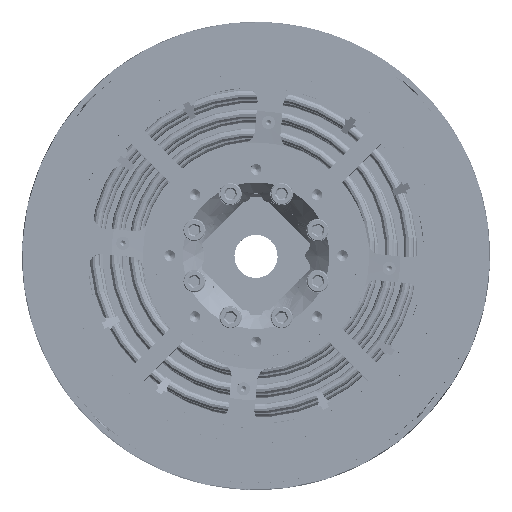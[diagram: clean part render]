
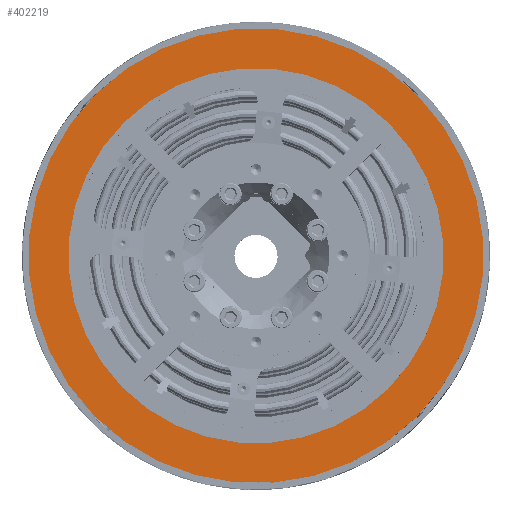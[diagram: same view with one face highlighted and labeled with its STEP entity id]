
A CAD part, top view. The second image highlights one B-rep face of the part: STEP entity #402219.
In plain terms, the highlighted planar face has unit normal (0, 0, 1).
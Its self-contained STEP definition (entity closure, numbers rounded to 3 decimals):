
#402067 = CYLINDRICAL_SURFACE('',#402068,87.);
#402068 = AXIS2_PLACEMENT_3D('',#402069,#402070,#402071);
#402069 = CARTESIAN_POINT('',(0.,0.,
    4.));
#402070 = DIRECTION('',(0.,0.,1.));
#402071 = DIRECTION('',(-0.094,-0.996,
    0.));
#402113 = EDGE_CURVE('',#402114,#402114,#402116,.T.);
#402114 = VERTEX_POINT('',#402115);
#402115 = CARTESIAN_POINT('',(-8.182,-86.614,
    4.));
#402116 = SURFACE_CURVE('',#402117,(#402122,#402129),.PCURVE_S1.);
#402117 = CIRCLE('',#402118,87.);
#402118 = AXIS2_PLACEMENT_3D('',#402119,#402120,#402121);
#402119 = CARTESIAN_POINT('',(0.,0.,
    4.));
#402120 = DIRECTION('',(0.,0.,-1.));
#402121 = DIRECTION('',(-0.094,-0.996,
    0.));
#402122 = PCURVE('',#402067,#402123);
#402123 = DEFINITIONAL_REPRESENTATION('',(#402124),#402128);
#402124 = LINE('',#402125,#402126);
#402125 = CARTESIAN_POINT('',(-0.,0.));
#402126 = VECTOR('',#402127,1.);
#402127 = DIRECTION('',(-1.,0.));
#402128 = ( GEOMETRIC_REPRESENTATION_CONTEXT(2) 
PARAMETRIC_REPRESENTATION_CONTEXT() REPRESENTATION_CONTEXT('2D SPACE',''
  ) );
#402129 = PCURVE('',#402130,#402135);
#402130 = PLANE('',#402131);
#402131 = AXIS2_PLACEMENT_3D('',#402132,#402133,#402134);
#402132 = CARTESIAN_POINT('',(0.,0.,
    4.));
#402133 = DIRECTION('',(0.,0.,-1.));
#402134 = DIRECTION('',(-0.094,-0.996,
    0.));
#402135 = DEFINITIONAL_REPRESENTATION('',(#402136),#402140);
#402136 = CIRCLE('',#402137,87.);
#402137 = AXIS2_PLACEMENT_2D('',#402138,#402139);
#402138 = CARTESIAN_POINT('',(0.,0.));
#402139 = DIRECTION('',(1.,0.));
#402140 = ( GEOMETRIC_REPRESENTATION_CONTEXT(2) 
PARAMETRIC_REPRESENTATION_CONTEXT() REPRESENTATION_CONTEXT('2D SPACE',''
  ) );
#402219 = ADVANCED_FACE('',(#402220,#402251),#402130,.F.);
#402220 = FACE_BOUND('',#402221,.F.);
#402221 = EDGE_LOOP('',(#402222));
#402222 = ORIENTED_EDGE('',*,*,#402223,.T.);
#402223 = EDGE_CURVE('',#402224,#402224,#402226,.T.);
#402224 = VERTEX_POINT('',#402225);
#402225 = CARTESIAN_POINT('',(-9.922,-105.032,
    4.));
#402226 = SURFACE_CURVE('',#402227,(#402232,#402239),.PCURVE_S1.);
#402227 = CIRCLE('',#402228,105.5);
#402228 = AXIS2_PLACEMENT_3D('',#402229,#402230,#402231);
#402229 = CARTESIAN_POINT('',(0.,0.,
    4.));
#402230 = DIRECTION('',(0.,0.,-1.));
#402231 = DIRECTION('',(-0.094,-0.996,
    0.));
#402232 = PCURVE('',#402130,#402233);
#402233 = DEFINITIONAL_REPRESENTATION('',(#402234),#402238);
#402234 = CIRCLE('',#402235,105.5);
#402235 = AXIS2_PLACEMENT_2D('',#402236,#402237);
#402236 = CARTESIAN_POINT('',(0.,0.));
#402237 = DIRECTION('',(1.,0.));
#402238 = ( GEOMETRIC_REPRESENTATION_CONTEXT(2) 
PARAMETRIC_REPRESENTATION_CONTEXT() REPRESENTATION_CONTEXT('2D SPACE',''
  ) );
#402239 = PCURVE('',#402240,#402245);
#402240 = CYLINDRICAL_SURFACE('',#402241,105.5);
#402241 = AXIS2_PLACEMENT_3D('',#402242,#402243,#402244);
#402242 = CARTESIAN_POINT('',(0.,0.,
    1.));
#402243 = DIRECTION('',(0.,0.,1.));
#402244 = DIRECTION('',(-0.094,-0.996,
    0.));
#402245 = DEFINITIONAL_REPRESENTATION('',(#402246),#402250);
#402246 = LINE('',#402247,#402248);
#402247 = CARTESIAN_POINT('',(-0.,3.));
#402248 = VECTOR('',#402249,1.);
#402249 = DIRECTION('',(-1.,0.));
#402250 = ( GEOMETRIC_REPRESENTATION_CONTEXT(2) 
PARAMETRIC_REPRESENTATION_CONTEXT() REPRESENTATION_CONTEXT('2D SPACE',''
  ) );
#402251 = FACE_BOUND('',#402252,.F.);
#402252 = EDGE_LOOP('',(#402253));
#402253 = ORIENTED_EDGE('',*,*,#402113,.F.);
